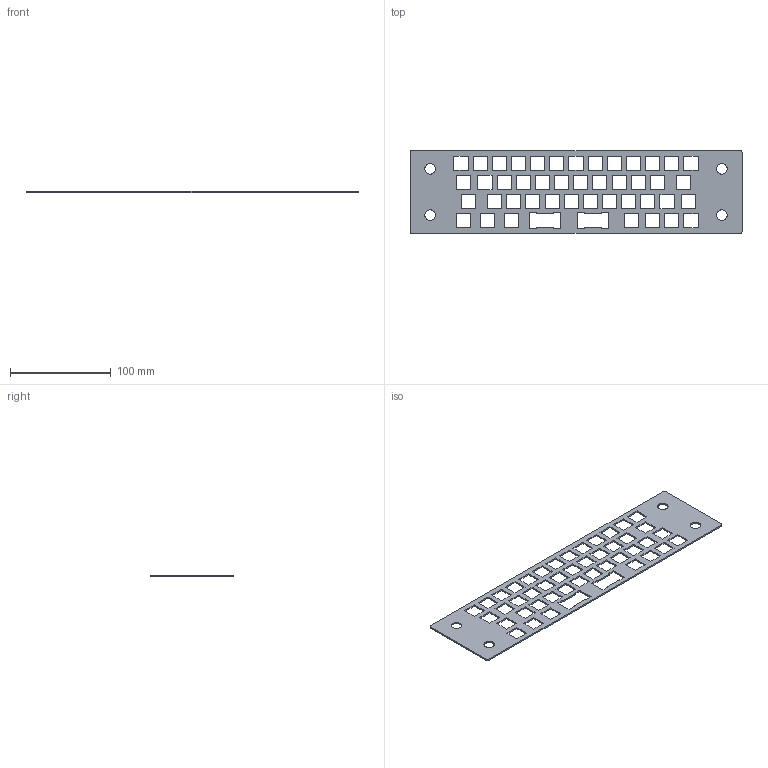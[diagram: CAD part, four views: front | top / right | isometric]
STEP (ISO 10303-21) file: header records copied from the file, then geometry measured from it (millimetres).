
FILE_DESCRIPTION(/* description */ (''),/* implementation_level */ '2;1');
FILE_NAME(/* name */ 'SUSp46_SwitchPlate v1.step',/* time_stamp */ '2024-04-22T18:47:55+09:00',/* author */ (''),/* organization */ (''),/* preprocessor_version */ 'ST-DEVELOPER v20',/* originating_system */ 'Autodesk Translation Framework v12.20.1.177',/* authorisation */ '');
FILE_SCHEMA (('AUTOMOTIVE_DESIGN { 1 0 10303 214 3 1 1 }'));
Length unit declared in the file: millimetre
Products named in the file (1): SUSp46_SwitchPlate
Bounding box: 330 x 82 x 1.5 mm (x, y, z)
Volume: 25754.9 mm3; surface area: 39758.1 mm2
Topology: 1 solids, 1 shells, 214 faces, 636 edges, 424 vertices
Faces by surface type: plane 206, cylinder 8
Full cylindrical faces by diameter (mm): 10.4 x4
Entity records: 7269 total; most frequent: CARTESIAN_POINT 1275, ORIENTED_EDGE 1272, DIRECTION 1082, EDGE_CURVE 636, LINE 620, VECTOR 620, VERTEX_POINT 424, EDGE_LOOP 314
